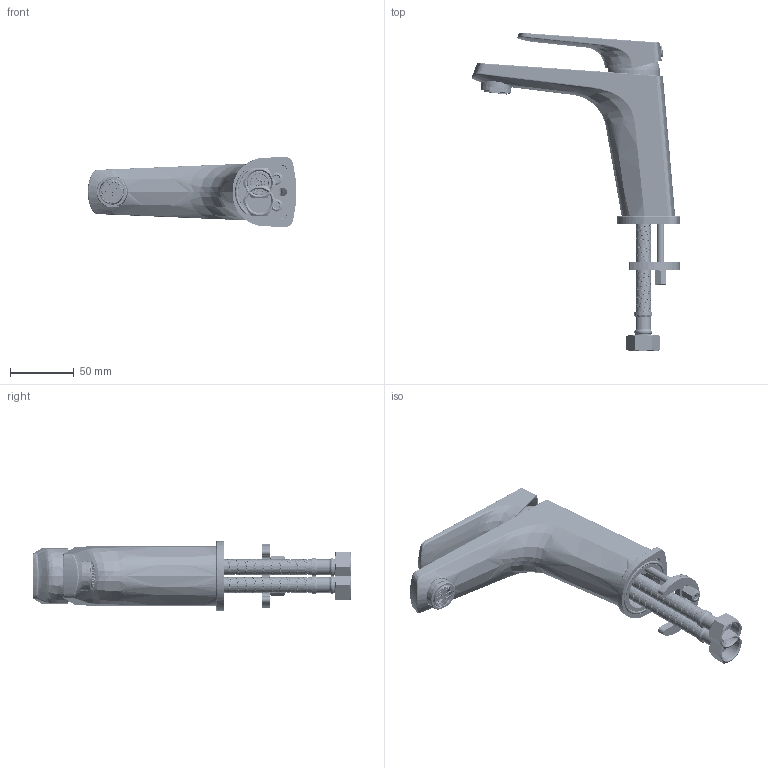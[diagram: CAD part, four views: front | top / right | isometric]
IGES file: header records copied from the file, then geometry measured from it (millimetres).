
Start section: SolidWorks IGES file using analytic representation for surfaces
Global section: file name: Basin mixer.IGS; native system: SolidWorks 2013; preprocessor: SolidWorks 2013; author: augusto; date: 221108.083651; units: millimetre
Bounding box: 163.66 x 249.95 x 55.05 mm (x, y, z)
Surface area: 138868.5 mm2 (no closed solid volume)
Topology: 0 solids, 0 shells, 10137 faces, 72159 edges, 71676 vertices
Faces by surface type: bspline 8477, revolution 1660
